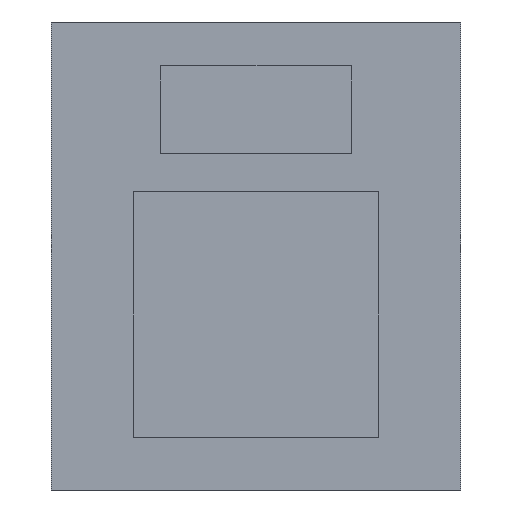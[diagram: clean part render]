
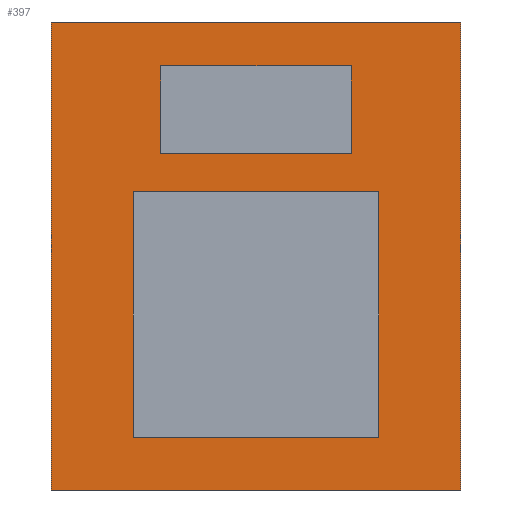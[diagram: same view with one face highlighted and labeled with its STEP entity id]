
A CAD part, left-side view. The second image highlights one B-rep face of the part: STEP entity #397.
In plain terms, the highlighted planar face has unit normal (-1, 0, 0).
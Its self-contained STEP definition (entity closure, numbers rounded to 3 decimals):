
#21=FACE_BOUND('',#89,.T.);
#22=FACE_BOUND('',#90,.T.);
#40=PLANE('',#438);
#61=FACE_OUTER_BOUND('',#88,.T.);
#88=EDGE_LOOP('',(#362,#363,#364,#365));
#89=EDGE_LOOP('',(#366,#367,#368,#369));
#90=EDGE_LOOP('',(#370,#371,#372,#373));
#97=LINE('',#567,#142);
#98=LINE('',#571,#143);
#103=LINE('',#579,#148);
#105=LINE('',#583,#150);
#116=LINE('',#607,#161);
#117=LINE('',#611,#162);
#122=LINE('',#619,#167);
#123=LINE('',#621,#168);
#125=LINE('',#627,#170);
#131=LINE('',#637,#176);
#132=LINE('',#640,#177);
#135=LINE('',#645,#180);
#142=VECTOR('',#467,10.);
#143=VECTOR('',#470,10.);
#148=VECTOR('',#477,10.);
#150=VECTOR('',#483,10.);
#161=VECTOR('',#500,10.);
#162=VECTOR('',#503,10.);
#167=VECTOR('',#510,10.);
#168=VECTOR('',#513,10.);
#170=VECTOR('',#519,10.);
#176=VECTOR('',#527,10.);
#177=VECTOR('',#530,10.);
#180=VECTOR('',#537,10.);
#194=VERTEX_POINT('',#561);
#196=VERTEX_POINT('',#565);
#197=VERTEX_POINT('',#569);
#198=VERTEX_POINT('',#570);
#208=VERTEX_POINT('',#601);
#210=VERTEX_POINT('',#605);
#211=VERTEX_POINT('',#609);
#212=VERTEX_POINT('',#610);
#215=VERTEX_POINT('',#625);
#216=VERTEX_POINT('',#626);
#219=VERTEX_POINT('',#635);
#220=VERTEX_POINT('',#639);
#233=EDGE_CURVE('',#194,#196,#97,.T.);
#234=EDGE_CURVE('',#197,#198,#98,.T.);
#239=EDGE_CURVE('',#198,#194,#103,.T.);
#241=EDGE_CURVE('',#196,#197,#105,.T.);
#252=EDGE_CURVE('',#208,#210,#116,.T.);
#253=EDGE_CURVE('',#211,#212,#117,.T.);
#258=EDGE_CURVE('',#212,#208,#122,.T.);
#259=EDGE_CURVE('',#210,#211,#123,.T.);
#261=EDGE_CURVE('',#215,#216,#125,.T.);
#267=EDGE_CURVE('',#216,#219,#131,.T.);
#268=EDGE_CURVE('',#220,#215,#132,.T.);
#271=EDGE_CURVE('',#219,#220,#135,.T.);
#362=ORIENTED_EDGE('',*,*,#267,.T.);
#363=ORIENTED_EDGE('',*,*,#271,.T.);
#364=ORIENTED_EDGE('',*,*,#268,.T.);
#365=ORIENTED_EDGE('',*,*,#261,.T.);
#366=ORIENTED_EDGE('',*,*,#258,.T.);
#367=ORIENTED_EDGE('',*,*,#252,.T.);
#368=ORIENTED_EDGE('',*,*,#259,.T.);
#369=ORIENTED_EDGE('',*,*,#253,.T.);
#370=ORIENTED_EDGE('',*,*,#239,.T.);
#371=ORIENTED_EDGE('',*,*,#233,.T.);
#372=ORIENTED_EDGE('',*,*,#241,.T.);
#373=ORIENTED_EDGE('',*,*,#234,.T.);
#397=ADVANCED_FACE('',(#61,#21,#22),#40,.F.);
#438=AXIS2_PLACEMENT_3D('',#646,#538,#539);
#467=DIRECTION('',(0.,0.,1.));
#470=DIRECTION('',(0.,0.,-1.));
#477=DIRECTION('',(0.,1.,0.));
#483=DIRECTION('',(0.,-1.,0.));
#500=DIRECTION('',(0.,0.,1.));
#503=DIRECTION('',(0.,0.,-1.));
#510=DIRECTION('',(0.,1.,0.));
#513=DIRECTION('',(0.,-1.,0.));
#519=DIRECTION('',(0.,-1.,0.));
#527=DIRECTION('',(0.,0.,1.));
#530=DIRECTION('',(0.,0.,-1.));
#537=DIRECTION('',(0.,1.,0.));
#538=DIRECTION('center_axis',(1.,0.,0.));
#539=DIRECTION('ref_axis',(0.,0.,-1.));
#561=CARTESIAN_POINT('',(-16.,3.25,5.5));
#565=CARTESIAN_POINT('',(-16.,3.25,8.5));
#567=CARTESIAN_POINT('',(-16.,3.25,5.));
#569=CARTESIAN_POINT('',(-16.,-3.25,8.5));
#570=CARTESIAN_POINT('',(-16.,-3.25,5.5));
#571=CARTESIAN_POINT('',(-16.,-3.25,5.));
#579=CARTESIAN_POINT('',(-16.,0.,5.5));
#583=CARTESIAN_POINT('',(-16.,0.,8.5));
#601=CARTESIAN_POINT('',(-16.,4.2,-4.2));
#605=CARTESIAN_POINT('',(-16.,4.2,4.2));
#607=CARTESIAN_POINT('',(-16.,4.2,1.5));
#609=CARTESIAN_POINT('',(-16.,-4.2,4.2));
#610=CARTESIAN_POINT('',(-16.,-4.2,-4.2));
#611=CARTESIAN_POINT('',(-16.,-4.2,1.5));
#619=CARTESIAN_POINT('',(-16.,0.,-4.2));
#621=CARTESIAN_POINT('',(-16.,0.,4.2));
#625=CARTESIAN_POINT('',(-16.,7.,-6.));
#626=CARTESIAN_POINT('',(-16.,-7.,-6.));
#627=CARTESIAN_POINT('',(-16.,0.,-6.));
#635=CARTESIAN_POINT('',(-16.,-7.,10.));
#637=CARTESIAN_POINT('',(-16.,-7.,2.833));
#639=CARTESIAN_POINT('',(-16.,7.,10.));
#640=CARTESIAN_POINT('',(-16.,7.,2.833));
#645=CARTESIAN_POINT('',(-16.,0.,10.));
#646=CARTESIAN_POINT('Origin',(-16.,0.,3.));
